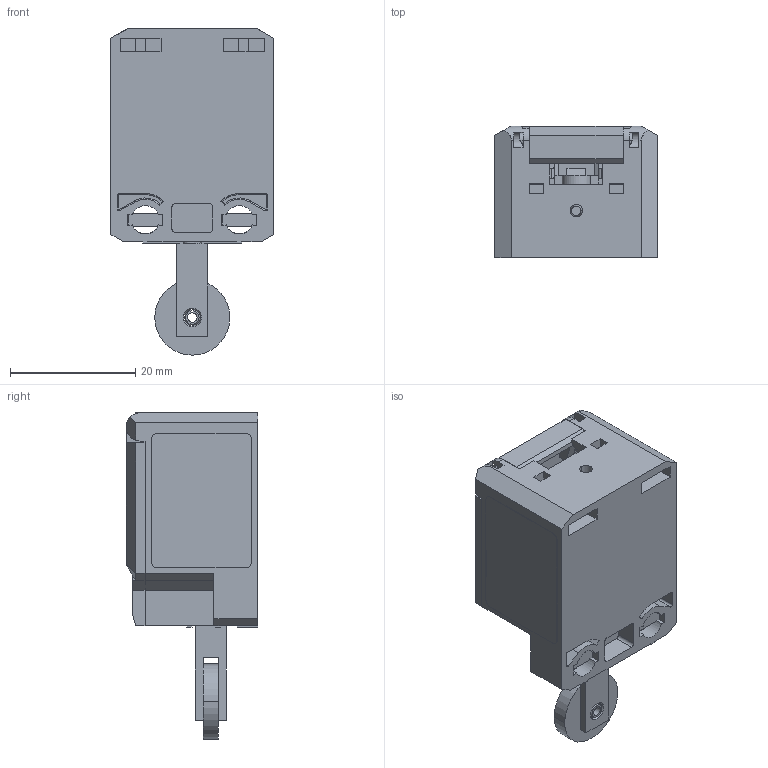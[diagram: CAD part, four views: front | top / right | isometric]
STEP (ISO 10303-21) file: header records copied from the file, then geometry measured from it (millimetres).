
FILE_DESCRIPTION((''),'2;1');
FILE_NAME('6008116013_ASM','2008-02-04T',('K.Falk'),(''),'PRO/ENGINEER BY PARAMETRIC TECHNOLOGY CORPORATION, 2005070','PRO/ENGINEER BY PARAMETRIC TECHNOLOGY CORPORATION, 2005070','');
FILE_SCHEMA(('AUTOMOTIVE_DESIGN_CC2 { 1 2 10303 214 -1 1 5 2 }'));
Length unit declared in the file: millimetre
Products named in the file (16): 3505900542; 3595900083; 3123800104_001; 3123800104_002; 3123800104_ASM; 2600000273_001; 2600000273_002; 2600000273_ASM; 3970100004_ASM; 3303300918; 3170100284; 3361771018; 3505900543; 3311352066; 2621481030; 6008116013_ASM
Assembly tree (22 placements, depth 4):
  6008116013_ASM
    3970100004_ASM
      3505900542
      3595900083
      3123800104_ASM  x4
        3123800104_001
        3123800104_002
      2600000273_ASM  x4
        2600000273_001
        2600000273_002
    3303300918
    3170100284
    3361771018  x2
    3505900543
    3311352066
    2621481030
Bounding box: 26.1 x 21 x 52.1 mm (x, y, z)
Volume: 9437.5 mm3; surface area: 15989.2 mm2
Topology: 25 solids, 35 shells, 1537 faces, 4109 edges, 2630 vertices
Faces by surface type: plane 1060, cylinder 357, cone 68, torus 48, bspline 4
Entity records: 40728 total; most frequent: CARTESIAN_POINT 6364, ORIENTED_EDGE 5470, DIRECTION 5145, PRESENTATION_STYLE_ASSIGNMENT 2756, STYLED_ITEM 2756, CURVE_STYLE 2741, EDGE_CURVE 2741, VECTOR 2215
